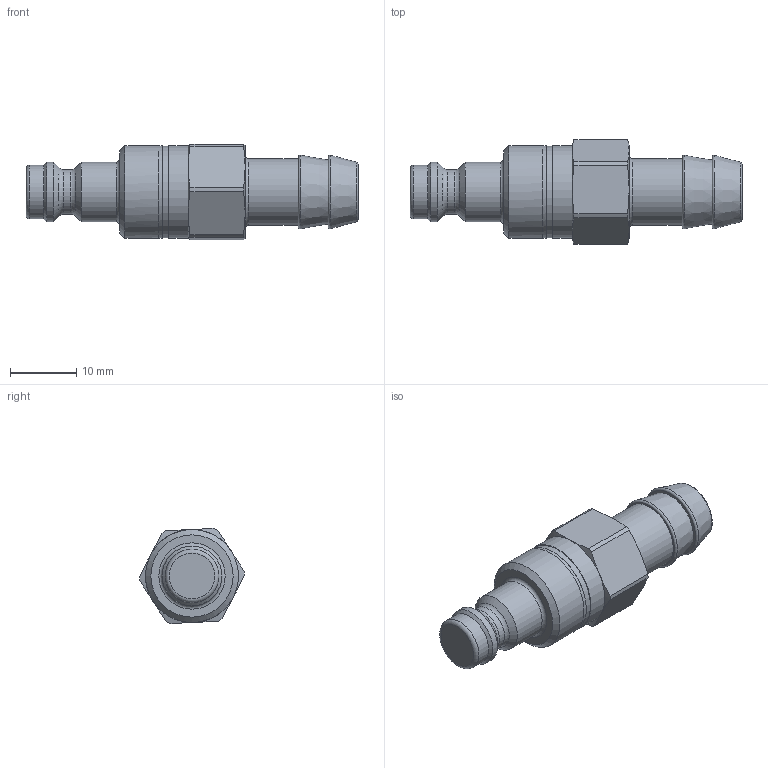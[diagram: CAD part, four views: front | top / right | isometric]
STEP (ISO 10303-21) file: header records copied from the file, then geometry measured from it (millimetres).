
FILE_DESCRIPTION((''),'2;1');
FILE_NAME('21SLTF10EVX.stp','2015-01-13T10:30:20',('SSC01480'),(''),'Autodesk Inventor 2013','Autodesk Inventor 2013','');
FILE_SCHEMA(('AUTOMOTIVE_DESIGN { 1 0 10303 214 1 1 1 1 }'));
Length unit declared in the file: millimetre
Products named in the file (1): D113132
Bounding box: 50 x 15.8 x 14.34 mm (x, y, z)
Volume: 4730.6 mm3; surface area: 3101.8 mm2
Topology: 1 solids, 4 shells, 73 faces, 152 edges, 91 vertices
Faces by surface type: cone 24, cylinder 22, plane 18, torus 9
Full cylindrical faces by diameter (mm): 6.7 x1, 7.2 x1, 7.733 x1, 8.1 x1, 9 x2, 9.5 x1, 10.05 x1, 10.45 x1, 10.85 x1, 11.5 x2, 13.8 x1, 14 x3
Entity records: 1775 total; most frequent: CARTESIAN_POINT 314, DIRECTION 304, ORIENTED_EDGE 216, AXIS2_PLACEMENT_3D 146, EDGE_LOOP 120, EDGE_CURVE 108, VERTEX_POINT 84, FACE_OUTER_BOUND 73
